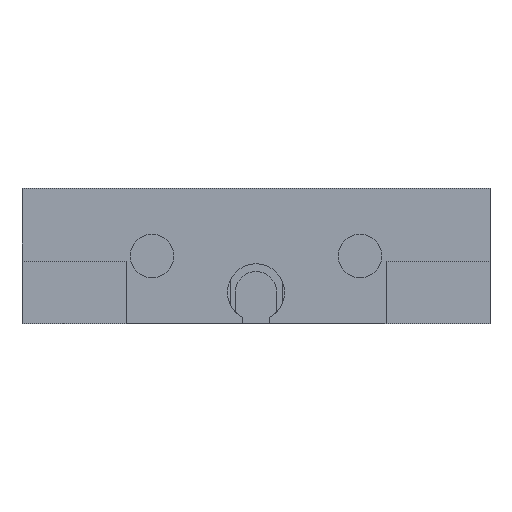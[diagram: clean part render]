
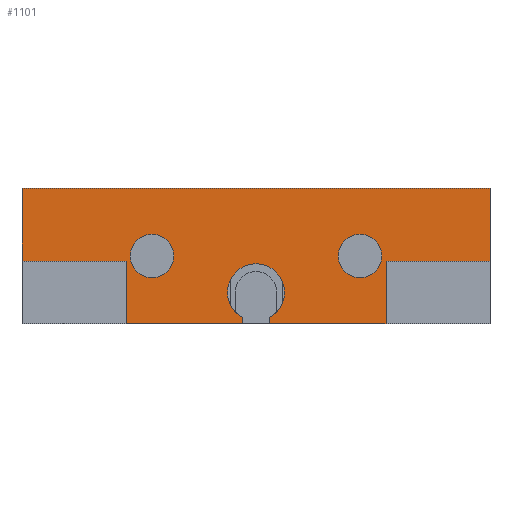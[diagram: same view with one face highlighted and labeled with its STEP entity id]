
A CAD part, left-side view. The second image highlights one B-rep face of the part: STEP entity #1101.
In plain terms, the highlighted planar face has unit normal (-1, 0, 0).
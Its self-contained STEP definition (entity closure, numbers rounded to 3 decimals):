
#177 = EDGE_CURVE('',#178,#178,#180,.T.);
#178 = VERTEX_POINT('',#179);
#179 = CARTESIAN_POINT('',(0.,-12.1,0.));
#180 = CIRCLE('',#181,2.1);
#181 = AXIS2_PLACEMENT_3D('',#182,#183,#184);
#182 = CARTESIAN_POINT('',(0.,-10.,0.));
#183 = DIRECTION('',(-1.,0.,0.));
#184 = DIRECTION('',(0.,-1.,0.));
#333 = VERTEX_POINT('',#334);
#334 = CARTESIAN_POINT('',(0.,-12.5,-6.5));
#340 = EDGE_CURVE('',#341,#333,#343,.T.);
#341 = VERTEX_POINT('',#342);
#342 = CARTESIAN_POINT('',(0.,-1.343,-6.5));
#343 = LINE('',#344,#345);
#344 = CARTESIAN_POINT('',(0.,22.5,-6.5));
#345 = VECTOR('',#346,1.);
#346 = DIRECTION('',(0.,-1.,0.));
#549 = VERTEX_POINT('',#550);
#550 = CARTESIAN_POINT('',(0.,1.343,-6.5));
#556 = EDGE_CURVE('',#557,#549,#559,.T.);
#557 = VERTEX_POINT('',#558);
#558 = CARTESIAN_POINT('',(0.,12.5,-6.5));
#559 = LINE('',#560,#561);
#560 = CARTESIAN_POINT('',(0.,22.5,-6.5));
#561 = VECTOR('',#562,1.);
#562 = DIRECTION('',(0.,-1.,0.));
#746 = EDGE_CURVE('',#747,#749,#751,.T.);
#747 = VERTEX_POINT('',#748);
#748 = CARTESIAN_POINT('',(0.,-22.5,-0.5));
#749 = VERTEX_POINT('',#750);
#750 = CARTESIAN_POINT('',(0.,-22.5,6.5));
#751 = LINE('',#752,#753);
#752 = CARTESIAN_POINT('',(0.,-22.5,-6.5));
#753 = VECTOR('',#754,1.);
#754 = DIRECTION('',(0.,0.,1.));
#870 = VERTEX_POINT('',#871);
#871 = CARTESIAN_POINT('',(0.,22.5,6.5));
#877 = EDGE_CURVE('',#870,#749,#878,.T.);
#878 = LINE('',#879,#880);
#879 = CARTESIAN_POINT('',(0.,22.5,6.5));
#880 = VECTOR('',#881,1.);
#881 = DIRECTION('',(0.,-1.,0.));
#1101 = ADVANCED_FACE('',(#1102,#1167,#1178),#1181,.F.);
#1102 = FACE_BOUND('',#1103,.F.);
#1103 = EDGE_LOOP('',(#1104,#1114,#1120,#1121,#1122,#1130,#1136,#1137,
    #1145,#1154,#1160,#1161));
#1104 = ORIENTED_EDGE('',*,*,#1105,.F.);
#1105 = EDGE_CURVE('',#1106,#1108,#1110,.T.);
#1106 = VERTEX_POINT('',#1107);
#1107 = CARTESIAN_POINT('',(0.,22.5,-0.5));
#1108 = VERTEX_POINT('',#1109);
#1109 = CARTESIAN_POINT('',(0.,12.5,-0.5));
#1110 = LINE('',#1111,#1112);
#1111 = CARTESIAN_POINT('',(0.,22.5,-0.5));
#1112 = VECTOR('',#1113,1.);
#1113 = DIRECTION('',(0.,-1.,0.));
#1114 = ORIENTED_EDGE('',*,*,#1115,.T.);
#1115 = EDGE_CURVE('',#1106,#870,#1116,.T.);
#1116 = LINE('',#1117,#1118);
#1117 = CARTESIAN_POINT('',(0.,22.5,-6.5));
#1118 = VECTOR('',#1119,1.);
#1119 = DIRECTION('',(0.,0.,1.));
#1120 = ORIENTED_EDGE('',*,*,#877,.T.);
#1121 = ORIENTED_EDGE('',*,*,#746,.F.);
#1122 = ORIENTED_EDGE('',*,*,#1123,.T.);
#1123 = EDGE_CURVE('',#747,#1124,#1126,.T.);
#1124 = VERTEX_POINT('',#1125);
#1125 = CARTESIAN_POINT('',(0.,-12.5,-0.5));
#1126 = LINE('',#1127,#1128);
#1127 = CARTESIAN_POINT('',(0.,-22.5,-0.5));
#1128 = VECTOR('',#1129,1.);
#1129 = DIRECTION('',(0.,1.,0.));
#1130 = ORIENTED_EDGE('',*,*,#1131,.T.);
#1131 = EDGE_CURVE('',#1124,#333,#1132,.T.);
#1132 = LINE('',#1133,#1134);
#1133 = CARTESIAN_POINT('',(0.,-12.5,-0.5));
#1134 = VECTOR('',#1135,1.);
#1135 = DIRECTION('',(0.,0.,-1.));
#1136 = ORIENTED_EDGE('',*,*,#340,.F.);
#1137 = ORIENTED_EDGE('',*,*,#1138,.F.);
#1138 = EDGE_CURVE('',#1139,#341,#1141,.T.);
#1139 = VERTEX_POINT('',#1140);
#1140 = CARTESIAN_POINT('',(0.,-1.343,-5.9));
#1141 = LINE('',#1142,#1143);
#1142 = CARTESIAN_POINT('',(0.,-1.343,-5.9));
#1143 = VECTOR('',#1144,1.);
#1144 = DIRECTION('',(0.,0.,-1.));
#1145 = ORIENTED_EDGE('',*,*,#1146,.T.);
#1146 = EDGE_CURVE('',#1139,#1147,#1149,.T.);
#1147 = VERTEX_POINT('',#1148);
#1148 = CARTESIAN_POINT('',(0.,1.343,-5.9));
#1149 = CIRCLE('',#1150,2.75);
#1150 = AXIS2_PLACEMENT_3D('',#1151,#1152,#1153);
#1151 = CARTESIAN_POINT('',(0.,0.,-3.5));
#1152 = DIRECTION('',(-1.,-0.,-0.));
#1153 = DIRECTION('',(0.,0.,-1.));
#1154 = ORIENTED_EDGE('',*,*,#1155,.T.);
#1155 = EDGE_CURVE('',#1147,#549,#1156,.T.);
#1156 = LINE('',#1157,#1158);
#1157 = CARTESIAN_POINT('',(0.,1.343,-5.9));
#1158 = VECTOR('',#1159,1.);
#1159 = DIRECTION('',(0.,0.,-1.));
#1160 = ORIENTED_EDGE('',*,*,#556,.F.);
#1161 = ORIENTED_EDGE('',*,*,#1162,.F.);
#1162 = EDGE_CURVE('',#1108,#557,#1163,.T.);
#1163 = LINE('',#1164,#1165);
#1164 = CARTESIAN_POINT('',(0.,12.5,-0.5));
#1165 = VECTOR('',#1166,1.);
#1166 = DIRECTION('',(0.,0.,-1.));
#1167 = FACE_BOUND('',#1168,.F.);
#1168 = EDGE_LOOP('',(#1169));
#1169 = ORIENTED_EDGE('',*,*,#1170,.T.);
#1170 = EDGE_CURVE('',#1171,#1171,#1173,.T.);
#1171 = VERTEX_POINT('',#1172);
#1172 = CARTESIAN_POINT('',(0.,7.9,0.));
#1173 = CIRCLE('',#1174,2.1);
#1174 = AXIS2_PLACEMENT_3D('',#1175,#1176,#1177);
#1175 = CARTESIAN_POINT('',(0.,10.,0.));
#1176 = DIRECTION('',(-1.,0.,0.));
#1177 = DIRECTION('',(0.,-1.,0.));
#1178 = FACE_BOUND('',#1179,.F.);
#1179 = EDGE_LOOP('',(#1180));
#1180 = ORIENTED_EDGE('',*,*,#177,.T.);
#1181 = PLANE('',#1182);
#1182 = AXIS2_PLACEMENT_3D('',#1183,#1184,#1185);
#1183 = CARTESIAN_POINT('',(0.,22.5,-6.5));
#1184 = DIRECTION('',(1.,0.,0.));
#1185 = DIRECTION('',(0.,-1.,0.));
